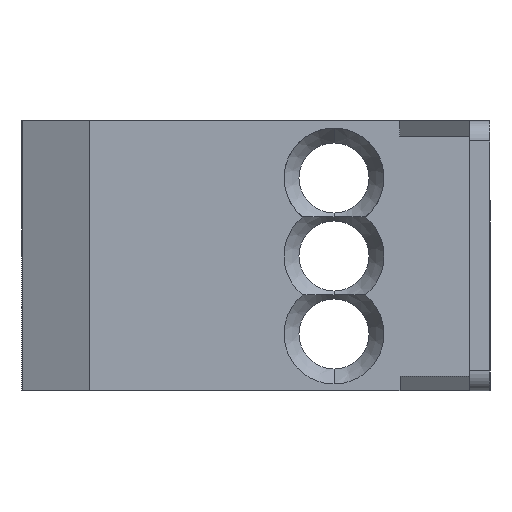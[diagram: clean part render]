
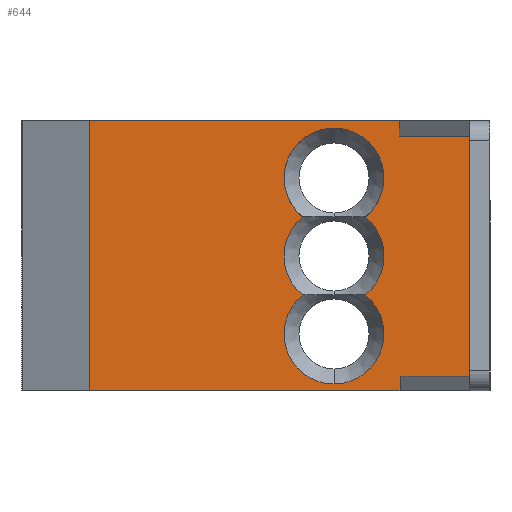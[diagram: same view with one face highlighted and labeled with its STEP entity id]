
A CAD part, left-side view. The second image highlights one B-rep face of the part: STEP entity #644.
In plain terms, the highlighted planar face has unit normal (-1, 0, 0).
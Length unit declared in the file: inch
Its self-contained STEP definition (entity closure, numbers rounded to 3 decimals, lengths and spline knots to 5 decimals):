
#136 = LINE ( 'NONE', #2199, #1448 ) ;
#149 = CARTESIAN_POINT ( 'NONE',  ( 0.68898, 0.07874, -0.05906 ) ) ;
#162 = CARTESIAN_POINT ( 'NONE',  ( 0.68898, 1.57677, 0. ) ) ;
#177 = DIRECTION ( 'NONE',  ( 0., 0., -1. ) ) ;
#190 = CIRCLE ( 'NONE', #909, 0.19685 ) ;
#224 = ORIENTED_EDGE ( 'NONE', *, *, #3225, .F. ) ;
#227 = CARTESIAN_POINT ( 'NONE',  ( 0.68898, 0.07874, -0.05906 ) ) ;
#330 = DIRECTION ( 'NONE',  ( 1., 0., 0. ) ) ;
#338 = CIRCLE ( 'NONE', #3916, 0.19685 ) ;
#381 = FACE_BOUND ( 'NONE', #520, .T. ) ;
#383 = ORIENTED_EDGE ( 'NONE', *, *, #2301, .F. ) ;
#389 = CARTESIAN_POINT ( 'NONE',  ( 0.68898, 0.35433, -1.06299 ) ) ;
#392 = EDGE_CURVE ( 'NONE', #3554, #1269, #1423, .T. ) ;
#420 = VERTEX_POINT ( 'NONE', #2910 ) ;
#435 = ORIENTED_EDGE ( 'NONE', *, *, #4260, .F. ) ;
#454 = ORIENTED_EDGE ( 'NONE', *, *, #533, .F. ) ;
#459 = DIRECTION ( 'NONE',  ( 0., 0., -1. ) ) ;
#461 = DIRECTION ( 'NONE',  ( -1., 0., 0. ) ) ;
#520 = EDGE_LOOP ( 'NONE', ( #3070, #4357, #1627, #2574, #224 ) ) ;
#533 = EDGE_CURVE ( 'NONE', #3979, #3554, #864, .T. ) ;
#539 = CARTESIAN_POINT ( 'NONE',  ( 0.68898, 0.61417, -0.5315 ) ) ;
#644 = ADVANCED_FACE ( 'NONE', ( #381, #3399 ), #2112, .F. ) ;
#718 = CARTESIAN_POINT ( 'NONE',  ( 0.68898, 0.07874, 0. ) ) ;
#777 = DIRECTION ( 'NONE',  ( 0., -1., 0. ) ) ;
#817 = EDGE_CURVE ( 'NONE', #1906, #1982, #136, .T. ) ;
#864 = LINE ( 'NONE', #3258, #1594 ) ;
#877 = DIRECTION ( 'NONE',  ( 0., 0., -1. ) ) ;
#896 = DIRECTION ( 'NONE',  ( 0., 0., -1. ) ) ;
#909 = AXIS2_PLACEMENT_3D ( 'NONE', #539, #3248, #177 ) ;
#926 = CARTESIAN_POINT ( 'NONE',  ( 0.68898, 0.35433, 0. ) ) ;
#933 = DIRECTION ( 'NONE',  ( 0., 1., 0. ) ) ;
#973 = VERTEX_POINT ( 'NONE', #3440 ) ;
#1106 = DIRECTION ( 'NONE',  ( 0., 0., -1. ) ) ;
#1107 = VECTOR ( 'NONE', #896, 39.37008 ) ;
#1129 = VECTOR ( 'NONE', #1916, 39.37008 ) ;
#1136 = CARTESIAN_POINT ( 'NONE',  ( 0.68898, 0.07874, 0. ) ) ;
#1159 = VERTEX_POINT ( 'NONE', #3531 ) ;
#1237 = LINE ( 'NONE', #4366, #4050 ) ;
#1269 = VERTEX_POINT ( 'NONE', #3683 ) ;
#1423 = LINE ( 'NONE', #389, #3946 ) ;
#1448 = VECTOR ( 'NONE', #877, 39.37008 ) ;
#1470 = DIRECTION ( 'NONE',  ( 0., 0., -1. ) ) ;
#1494 = CIRCLE ( 'NONE', #4281, 0.19685 ) ;
#1505 = EDGE_CURVE ( 'NONE', #4242, #1906, #2795, .T. ) ;
#1568 = EDGE_CURVE ( 'NONE', #3072, #2439, #1494, .T. ) ;
#1570 = CARTESIAN_POINT ( 'NONE',  ( 0.68898, 0.07874, -1.00394 ) ) ;
#1572 = ORIENTED_EDGE ( 'NONE', *, *, #3655, .T. ) ;
#1594 = VECTOR ( 'NONE', #933, 39.37008 ) ;
#1627 = ORIENTED_EDGE ( 'NONE', *, *, #2807, .F. ) ;
#1681 = DIRECTION ( 'NONE',  ( 0., 0., -1. ) ) ;
#1710 = EDGE_LOOP ( 'NONE', ( #1765, #2048, #4001, #1572, #3057, #454, #383, #435 ) ) ;
#1717 = LINE ( 'NONE', #227, #1129 ) ;
#1765 = ORIENTED_EDGE ( 'NONE', *, *, #817, .F. ) ;
#1774 = DIRECTION ( 'NONE',  ( 0., 1., 0. ) ) ;
#1778 = VECTOR ( 'NONE', #777, 39.37008 ) ;
#1906 = VERTEX_POINT ( 'NONE', #926 ) ;
#1916 = DIRECTION ( 'NONE',  ( 0., -1., 0. ) ) ;
#1982 = VERTEX_POINT ( 'NONE', #2607 ) ;
#2014 = CARTESIAN_POINT ( 'NONE',  ( 0.68898, 1.57677, 0. ) ) ;
#2048 = ORIENTED_EDGE ( 'NONE', *, *, #1505, .F. ) ;
#2112 = PLANE ( 'NONE',  #3518 ) ;
#2199 = CARTESIAN_POINT ( 'NONE',  ( 0.68898, 0.35433, 0. ) ) ;
#2243 = CARTESIAN_POINT ( 'NONE',  ( 0.68898, 0.07874, 0. ) ) ;
#2279 = VECTOR ( 'NONE', #4261, 39.37008 ) ;
#2287 = VERTEX_POINT ( 'NONE', #2579 ) ;
#2301 = EDGE_CURVE ( 'NONE', #3926, #3979, #3938, .T. ) ;
#2315 = DIRECTION ( 'NONE',  ( 0., -1., 0. ) ) ;
#2319 = DIRECTION ( 'NONE',  ( -1., 0., 0. ) ) ;
#2381 = CARTESIAN_POINT ( 'NONE',  ( 0.68898, 0.61417, -0.83858 ) ) ;
#2439 = VERTEX_POINT ( 'NONE', #4108 ) ;
#2574 = ORIENTED_EDGE ( 'NONE', *, *, #3146, .F. ) ;
#2579 = CARTESIAN_POINT ( 'NONE',  ( 0.68898, 0.73736, -0.68504 ) ) ;
#2607 = CARTESIAN_POINT ( 'NONE',  ( 0.68898, 0.35433, -0.05906 ) ) ;
#2734 = DIRECTION ( 'NONE',  ( -1., 0., 0. ) ) ;
#2795 = LINE ( 'NONE', #1136, #1778 ) ;
#2807 = EDGE_CURVE ( 'NONE', #420, #973, #3837, .T. ) ;
#2910 = CARTESIAN_POINT ( 'NONE',  ( 0.68898, 0.61417, -1.03543 ) ) ;
#3017 = CARTESIAN_POINT ( 'NONE',  ( 0.68898, 0.49099, -0.37795 ) ) ;
#3057 = ORIENTED_EDGE ( 'NONE', *, *, #392, .F. ) ;
#3070 = ORIENTED_EDGE ( 'NONE', *, *, #1568, .F. ) ;
#3072 = VERTEX_POINT ( 'NONE', #3017 ) ;
#3146 = EDGE_CURVE ( 'NONE', #2287, #420, #4129, .T. ) ;
#3225 = EDGE_CURVE ( 'NONE', #2439, #2287, #338, .T. ) ;
#3248 = DIRECTION ( 'NONE',  ( -1., 0., 0. ) ) ;
#3258 = CARTESIAN_POINT ( 'NONE',  ( 0.68898, 0.07874, -1.00394 ) ) ;
#3277 = LINE ( 'NONE', #162, #2279 ) ;
#3399 = FACE_OUTER_BOUND ( 'NONE', #1710, .T. ) ;
#3440 = CARTESIAN_POINT ( 'NONE',  ( 0.68898, 0.49099, -0.68504 ) ) ;
#3518 = AXIS2_PLACEMENT_3D ( 'NONE', #718, #330, #1774 ) ;
#3525 = CARTESIAN_POINT ( 'NONE',  ( 0.68898, 0.61417, -0.22441 ) ) ;
#3531 = CARTESIAN_POINT ( 'NONE',  ( 0.68898, 1.57677, -1.06299 ) ) ;
#3536 = CARTESIAN_POINT ( 'NONE',  ( 0.68898, 0.35433, -1.00394 ) ) ;
#3554 = VERTEX_POINT ( 'NONE', #3536 ) ;
#3605 = EDGE_CURVE ( 'NONE', #973, #3072, #190, .T. ) ;
#3655 = EDGE_CURVE ( 'NONE', #1159, #1269, #1237, .T. ) ;
#3683 = CARTESIAN_POINT ( 'NONE',  ( 0.68898, 0.35433, -1.06299 ) ) ;
#3739 = DIRECTION ( 'NONE',  ( -1., 0., 0. ) ) ;
#3837 = CIRCLE ( 'NONE', #4052, 0.19685 ) ;
#3916 = AXIS2_PLACEMENT_3D ( 'NONE', #4116, #2734, #1681 ) ;
#3926 = VERTEX_POINT ( 'NONE', #149 ) ;
#3938 = LINE ( 'NONE', #2243, #1107 ) ;
#3946 = VECTOR ( 'NONE', #459, 39.37008 ) ;
#3979 = VERTEX_POINT ( 'NONE', #1570 ) ;
#3991 = DIRECTION ( 'NONE',  ( 0., 0., -1. ) ) ;
#4001 = ORIENTED_EDGE ( 'NONE', *, *, #4264, .F. ) ;
#4050 = VECTOR ( 'NONE', #2315, 39.37008 ) ;
#4052 = AXIS2_PLACEMENT_3D ( 'NONE', #2381, #3739, #1106 ) ;
#4108 = CARTESIAN_POINT ( 'NONE',  ( 0.68898, 0.73736, -0.37795 ) ) ;
#4116 = CARTESIAN_POINT ( 'NONE',  ( 0.68898, 0.61417, -0.5315 ) ) ;
#4125 = AXIS2_PLACEMENT_3D ( 'NONE', #4328, #2319, #3991 ) ;
#4129 = CIRCLE ( 'NONE', #4125, 0.19685 ) ;
#4242 = VERTEX_POINT ( 'NONE', #2014 ) ;
#4260 = EDGE_CURVE ( 'NONE', #1982, #3926, #1717, .T. ) ;
#4261 = DIRECTION ( 'NONE',  ( 0., 0., 1. ) ) ;
#4264 = EDGE_CURVE ( 'NONE', #1159, #4242, #3277, .T. ) ;
#4281 = AXIS2_PLACEMENT_3D ( 'NONE', #3525, #461, #1470 ) ;
#4328 = CARTESIAN_POINT ( 'NONE',  ( 0.68898, 0.61417, -0.83858 ) ) ;
#4357 = ORIENTED_EDGE ( 'NONE', *, *, #3605, .F. ) ;
#4366 = CARTESIAN_POINT ( 'NONE',  ( 0.68898, 0.90551, -1.06299 ) ) ;
